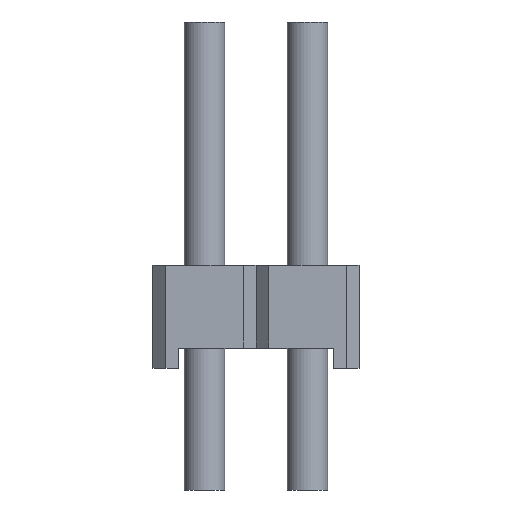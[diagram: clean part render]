
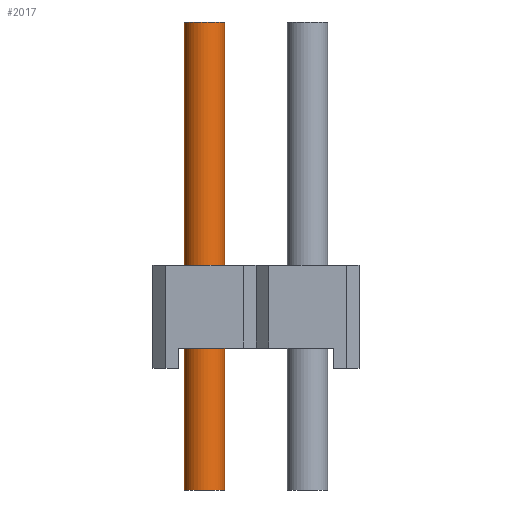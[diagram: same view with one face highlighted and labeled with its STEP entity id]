
A CAD part, left-side view. The second image highlights one B-rep face of the part: STEP entity #2017.
In plain terms, the highlighted cylindrical face has radius 0.5 mm (diameter 1 mm), a full revolution.
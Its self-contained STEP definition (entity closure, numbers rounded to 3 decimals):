
#1140=ORIENTED_EDGE('',*,*,#1424,.F.);
#1141=ORIENTED_EDGE('',*,*,#1425,.T.);
#1424=EDGE_CURVE('',#1614,#1614,#1664,.T.);
#1425=EDGE_CURVE('',#1615,#1615,#1665,.T.);
#1614=VERTEX_POINT('',#3361);
#1615=VERTEX_POINT('',#3363);
#1664=CIRCLE('',#2217,0.5);
#1665=CIRCLE('',#2218,0.5);
#1776=EDGE_LOOP('',(#1140));
#1777=EDGE_LOOP('',(#1141));
#1888=FACE_BOUND('',#1776,.T.);
#1889=FACE_BOUND('',#1777,.T.);
#1918=CYLINDRICAL_SURFACE('',#2216,0.5);
#2017=ADVANCED_FACE('',(#1888,#1889),#1918,.F.);
#2216=AXIS2_PLACEMENT_3D('',#3359,#2771,#2772);
#2217=AXIS2_PLACEMENT_3D('',#3360,#2773,#2774);
#2218=AXIS2_PLACEMENT_3D('',#3362,#2775,#2776);
#2771=DIRECTION('',(0.,0.,1.));
#2772=DIRECTION('',(1.,0.,0.));
#2773=DIRECTION('',(0.,0.,-1.));
#2774=DIRECTION('',(1.,0.,0.));
#2775=DIRECTION('',(0.,0.,-1.));
#2776=DIRECTION('',(1.,0.,0.));
#3359=CARTESIAN_POINT('',(0.,0.,0.));
#3360=CARTESIAN_POINT('',(0.,0.,11.54));
#3361=CARTESIAN_POINT('',(0.5,0.,11.54));
#3362=CARTESIAN_POINT('',(0.,0.,0.));
#3363=CARTESIAN_POINT('',(0.5,0.,0.));
